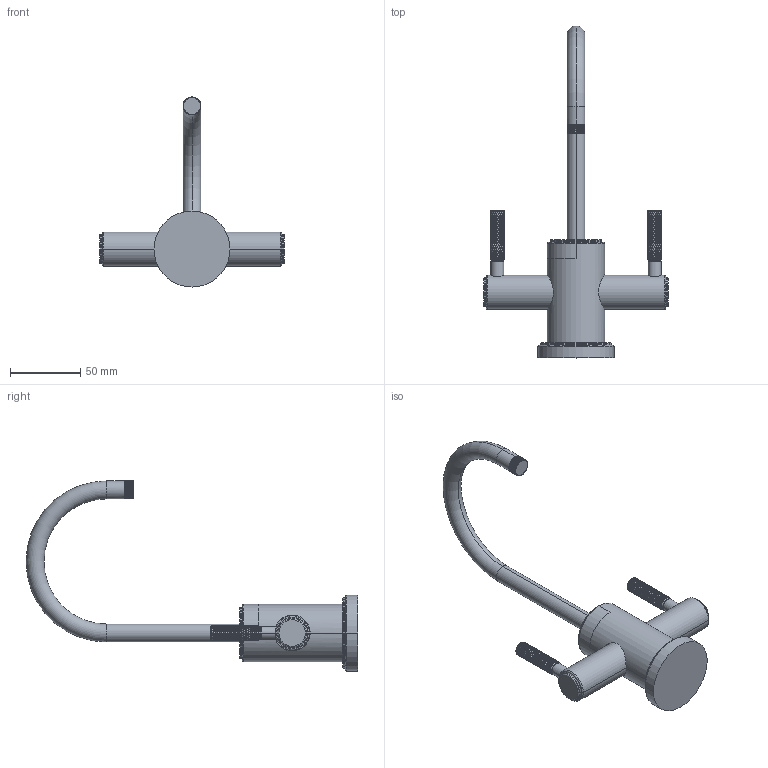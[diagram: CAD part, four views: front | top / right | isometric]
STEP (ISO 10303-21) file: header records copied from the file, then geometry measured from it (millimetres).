
FILE_DESCRIPTION((''),'2;1');
FILE_NAME('3290-5603','2021-04-22T14:06:20',('jinson.thomas'),(''),'CREO PARAMETRIC BY PTC INC, 2018400','CREO PARAMETRIC BY PTC INC, 2018400','');
FILE_SCHEMA(('CONFIG_CONTROL_DESIGN'));
Products named in the file (1): 3290-5603
Bounding box: 131.32 x 235.59 x 134.94 mm (x, y, z)
Volume: 202274.1 mm3; surface area: 38523.7 mm2
Topology: 1 solids, 1 shells, 6118 faces, 12566 edges, 6460 vertices
Faces by surface type: bspline 4832, cylinder 1200, plane 44, torus 42
Entity records: 245761 total; most frequent: CARTESIAN_POINT 159747, ORIENTED_EDGE 25132, EDGE_CURVE 12566, B_SPLINE_CURVE_WITH_KNOTS 12256, VERTEX_POINT 6460, EDGE_LOOP 6128, FACE_OUTER_BOUND 6118, ADVANCED_FACE 6118
